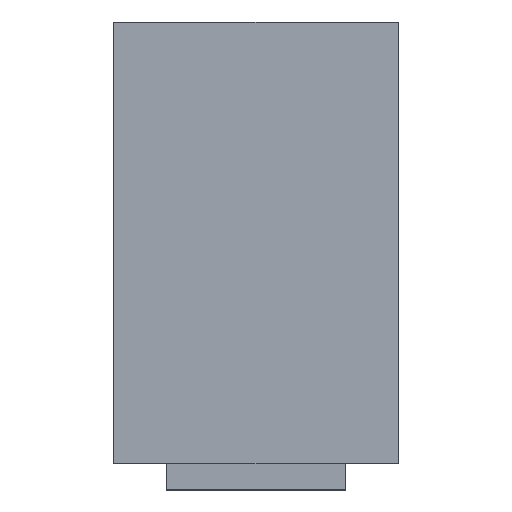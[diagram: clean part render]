
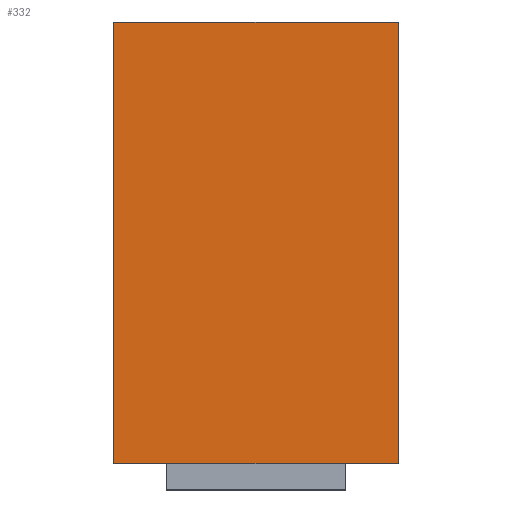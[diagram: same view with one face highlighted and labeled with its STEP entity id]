
A CAD part, top view. The second image highlights one B-rep face of the part: STEP entity #332.
In plain terms, the highlighted planar face has unit normal (0, 0, 1).
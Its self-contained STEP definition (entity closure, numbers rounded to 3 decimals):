
#24 = VERTEX_POINT('',#25);
#25 = CARTESIAN_POINT('',(-6.,9.,2.25));
#31 = EDGE_CURVE('',#24,#32,#34,.T.);
#32 = VERTEX_POINT('',#33);
#33 = CARTESIAN_POINT('',(6.,9.,2.25));
#34 = LINE('',#35,#36);
#35 = CARTESIAN_POINT('',(-6.,9.,2.25));
#36 = VECTOR('',#37,1.);
#37 = DIRECTION('',(1.,0.,0.));
#72 = VERTEX_POINT('',#73);
#73 = CARTESIAN_POINT('',(-6.,-9.65,2.25));
#79 = EDGE_CURVE('',#72,#24,#80,.T.);
#80 = LINE('',#81,#82);
#81 = CARTESIAN_POINT('',(-6.,-9.65,2.25));
#82 = VECTOR('',#83,1.);
#83 = DIRECTION('',(0.,1.,0.));
#134 = EDGE_CURVE('',#32,#135,#137,.T.);
#135 = VERTEX_POINT('',#136);
#136 = CARTESIAN_POINT('',(6.,-9.65,2.25));
#137 = LINE('',#138,#139);
#138 = CARTESIAN_POINT('',(6.,9.,2.25));
#139 = VECTOR('',#140,1.);
#140 = DIRECTION('',(0.,-1.,0.));
#332 = ADVANCED_FACE('',(#333),#344,.F.);
#333 = FACE_BOUND('',#334,.F.);
#334 = EDGE_LOOP('',(#335,#336,#337,#343));
#335 = ORIENTED_EDGE('',*,*,#31,.T.);
#336 = ORIENTED_EDGE('',*,*,#134,.T.);
#337 = ORIENTED_EDGE('',*,*,#338,.T.);
#338 = EDGE_CURVE('',#135,#72,#339,.T.);
#339 = LINE('',#340,#341);
#340 = CARTESIAN_POINT('',(6.,-9.65,2.25));
#341 = VECTOR('',#342,1.);
#342 = DIRECTION('',(-1.,0.,0.));
#343 = ORIENTED_EDGE('',*,*,#79,.T.);
#344 = PLANE('',#345);
#345 = AXIS2_PLACEMENT_3D('',#346,#347,#348);
#346 = CARTESIAN_POINT('',(0.,-0.325,2.25));
#347 = DIRECTION('',(-0.,-0.,-1.));
#348 = DIRECTION('',(-1.,0.,0.));
